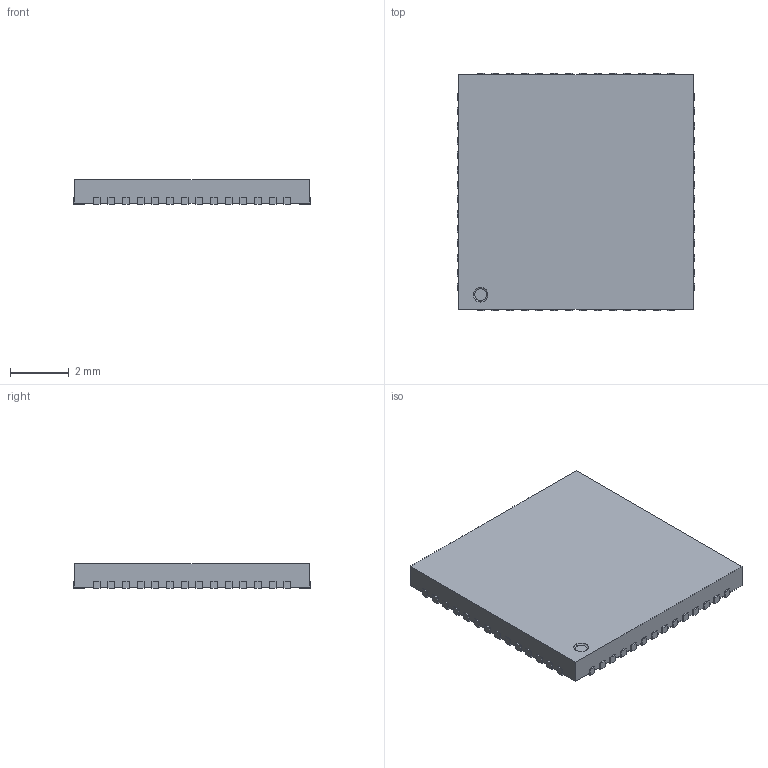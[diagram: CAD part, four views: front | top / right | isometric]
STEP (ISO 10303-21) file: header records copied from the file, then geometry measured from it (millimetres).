
FILE_DESCRIPTION (( 'STEP AP214' ), '1' );
FILE_NAME ( 'QFN56P50_800X800X85L40X23.STEP', '2020-06-14T19:18:51', ( '' ), ( '' ), 'Part was generated with the free Library Expert Lite available at www.PCBLibraries.com. Removing line will violate the End User License Agreement.', '©2017 PCB Libraries, Inc.', '' );
FILE_SCHEMA (( 'AUTOMOTIVE_DESIGN' ));
Length unit declared in the file: millimetre
Products named in the file (1): QFN56P50_800X800X85L40X23
Bounding box: 8.1 x 8.1 x 0.85 mm (x, y, z)
Volume: 51.6 mm3; surface area: 173.7 mm2
Topology: 57 solids, 57 shells, 457 faces, 1026 edges, 684 vertices
Faces by surface type: plane 455, torus 2
Entity records: 14311 total; most frequent: CARTESIAN_POINT 2168, ORIENTED_EDGE 2052, DIRECTION 1948, EDGE_CURVE 1026, VECTOR 1020, LINE 1020, VERTEX_POINT 684, STYLED_ITEM 515
